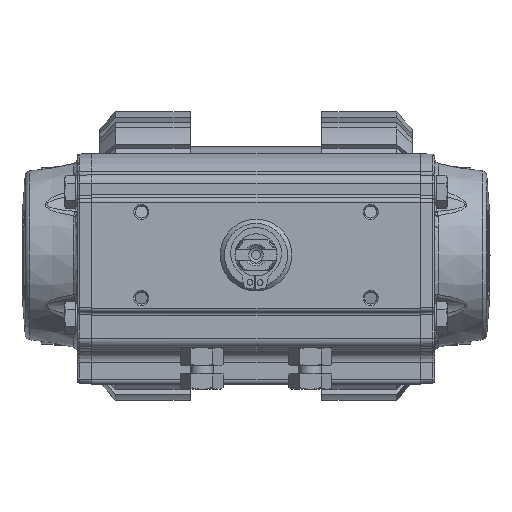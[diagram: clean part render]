
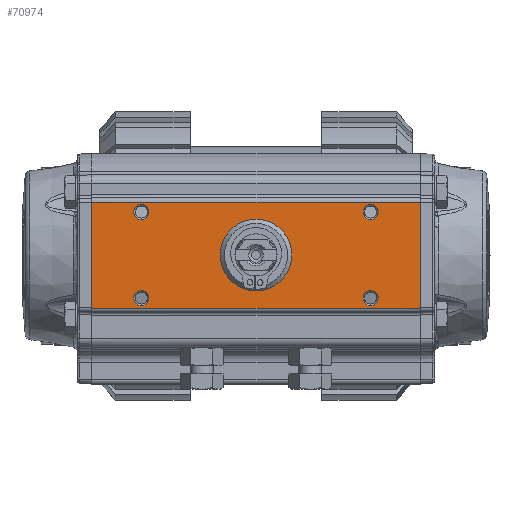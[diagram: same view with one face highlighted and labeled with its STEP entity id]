
A CAD part, top view. The second image highlights one B-rep face of the part: STEP entity #70974.
In plain terms, the highlighted planar face has unit normal (0, 0, 1).
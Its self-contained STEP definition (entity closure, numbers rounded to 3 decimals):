
#24793=CARTESIAN_POINT('',(-15.646,194.699,124.908));
#24794=VERTEX_POINT('',#24793);
#24795=CARTESIAN_POINT('',(-15.646,182.199,124.908));
#24796=DIRECTION('',(0.0,0.0,-1.0));
#24797=DIRECTION('',(0.0,1.0,0.0));
#24798=AXIS2_PLACEMENT_3D('',#24795,#24796,#24797);
#24799=CIRCLE('',#24798,12.5);
#24800=EDGE_CURVE('',#24794,#24794,#24799,.T.);
#24832=CARTESIAN_POINT('',(21.704,197.199,124.908));
#24833=VERTEX_POINT('',#24832);
#24834=CARTESIAN_POINT('',(24.354,197.199,124.908));
#24835=DIRECTION('',(0.0,0.0,-1.0));
#24836=DIRECTION('',(-1.0,0.0,0.0));
#24837=AXIS2_PLACEMENT_3D('',#24834,#24835,#24836);
#24838=CIRCLE('',#24837,2.65);
#24839=EDGE_CURVE('',#24833,#24833,#24838,.T.);
#24860=CARTESIAN_POINT('',(21.704,167.199,124.908));
#24861=VERTEX_POINT('',#24860);
#24862=CARTESIAN_POINT('',(24.354,167.199,124.908));
#24863=DIRECTION('',(0.0,0.0,-1.0));
#24864=DIRECTION('',(-1.0,0.0,0.0));
#24865=AXIS2_PLACEMENT_3D('',#24862,#24863,#24864);
#24866=CIRCLE('',#24865,2.65);
#24867=EDGE_CURVE('',#24861,#24861,#24866,.T.);
#24888=CARTESIAN_POINT('',(-58.296,167.199,124.908));
#24889=VERTEX_POINT('',#24888);
#24890=CARTESIAN_POINT('',(-55.646,167.199,124.908));
#24891=DIRECTION('',(0.0,0.0,-1.0));
#24892=DIRECTION('',(-1.0,0.0,0.0));
#24893=AXIS2_PLACEMENT_3D('',#24890,#24891,#24892);
#24894=CIRCLE('',#24893,2.65);
#24895=EDGE_CURVE('',#24889,#24889,#24894,.T.);
#24916=CARTESIAN_POINT('',(-58.296,197.199,124.908));
#24917=VERTEX_POINT('',#24916);
#24918=CARTESIAN_POINT('',(-55.646,197.199,124.908));
#24919=DIRECTION('',(0.0,0.0,-1.0));
#24920=DIRECTION('',(-1.0,0.0,0.0));
#24921=AXIS2_PLACEMENT_3D('',#24918,#24919,#24920);
#24922=CIRCLE('',#24921,2.65);
#24923=EDGE_CURVE('',#24917,#24917,#24922,.T.);
#63428=CARTESIAN_POINT('',(-73.046,163.699,124.908));
#63429=VERTEX_POINT('',#63428);
#63437=CARTESIAN_POINT('',(-73.046,200.699,124.908));
#63438=VERTEX_POINT('',#63437);
#63439=CARTESIAN_POINT('',(-73.046,200.699,124.908));
#63440=DIRECTION('',(0.0,-1.0,0.0));
#63441=VECTOR('',#63440,37.0);
#63442=LINE('',#63439,#63441);
#63443=EDGE_CURVE('',#63438,#63429,#63442,.T.);
#63785=CARTESIAN_POINT('',(41.754,163.699,124.908));
#63786=VERTEX_POINT('',#63785);
#63787=CARTESIAN_POINT('',(-73.046,163.699,124.908));
#63788=DIRECTION('',(1.0,0.0,0.0));
#63789=VECTOR('',#63788,114.8);
#63790=LINE('',#63787,#63789);
#63791=EDGE_CURVE('',#63429,#63786,#63790,.T.);
#64639=CARTESIAN_POINT('',(41.754,200.699,124.908));
#64640=VERTEX_POINT('',#64639);
#64641=CARTESIAN_POINT('',(41.754,200.699,124.908));
#64642=DIRECTION('',(-1.0,0.0,0.0));
#64643=VECTOR('',#64642,114.8);
#64644=LINE('',#64641,#64643);
#64645=EDGE_CURVE('',#64640,#63438,#64644,.T.);
#70909=CARTESIAN_POINT('',(41.754,163.849,124.908));
#70910=VERTEX_POINT('',#70909);
#70929=CARTESIAN_POINT('',(41.754,163.699,124.908));
#70930=DIRECTION('',(0.0,0.0,1.0));
#70931=DIRECTION('',(-1.0,0.0,0.0));
#70932=AXIS2_PLACEMENT_3D('',#70929,#70930,#70931);
#70933=PLANE('',#70932);
#70934=CARTESIAN_POINT('',(41.754,200.499,124.908));
#70935=VERTEX_POINT('',#70934);
#70936=CARTESIAN_POINT('',(41.754,200.699,124.908));
#70937=DIRECTION('',(0.0,-1.0,0.0));
#70938=VECTOR('',#70937,0.2);
#70939=LINE('',#70936,#70938);
#70940=EDGE_CURVE('',#64640,#70935,#70939,.T.);
#70941=ORIENTED_EDGE('',*,*,#70940,.F.);
#70942=ORIENTED_EDGE('',*,*,#64645,.T.);
#70943=ORIENTED_EDGE('',*,*,#63443,.T.);
#70944=ORIENTED_EDGE('',*,*,#63791,.T.);
#70945=CARTESIAN_POINT('',(41.754,163.849,124.908));
#70946=DIRECTION('',(0.0,-1.0,0.0));
#70947=VECTOR('',#70946,0.15);
#70948=LINE('',#70945,#70947);
#70949=EDGE_CURVE('',#70910,#63786,#70948,.T.);
#70950=ORIENTED_EDGE('',*,*,#70949,.F.);
#70951=CARTESIAN_POINT('',(41.754,163.849,124.908));
#70952=DIRECTION('',(0.0,1.0,0.0));
#70953=VECTOR('',#70952,36.65);
#70954=LINE('',#70951,#70953);
#70955=EDGE_CURVE('',#70910,#70935,#70954,.T.);
#70956=ORIENTED_EDGE('',*,*,#70955,.T.);
#70957=EDGE_LOOP('',(#70941,#70942,#70943,#70944,#70950,#70956));
#70958=FACE_OUTER_BOUND('',#70957,.T.);
#70959=ORIENTED_EDGE('',*,*,#24839,.T.);
#70960=EDGE_LOOP('',(#70959));
#70961=FACE_BOUND('',#70960,.T.);
#70962=ORIENTED_EDGE('',*,*,#24867,.T.);
#70963=EDGE_LOOP('',(#70962));
#70964=FACE_BOUND('',#70963,.T.);
#70965=ORIENTED_EDGE('',*,*,#24895,.T.);
#70966=EDGE_LOOP('',(#70965));
#70967=FACE_BOUND('',#70966,.T.);
#70968=ORIENTED_EDGE('',*,*,#24923,.T.);
#70969=EDGE_LOOP('',(#70968));
#70970=FACE_BOUND('',#70969,.T.);
#70971=ORIENTED_EDGE('',*,*,#24800,.T.);
#70972=EDGE_LOOP('',(#70971));
#70973=FACE_BOUND('',#70972,.T.);
#70974=ADVANCED_FACE('',(#70958,#70961,#70964,#70967,#70970,#70973),#70933,.T.);
